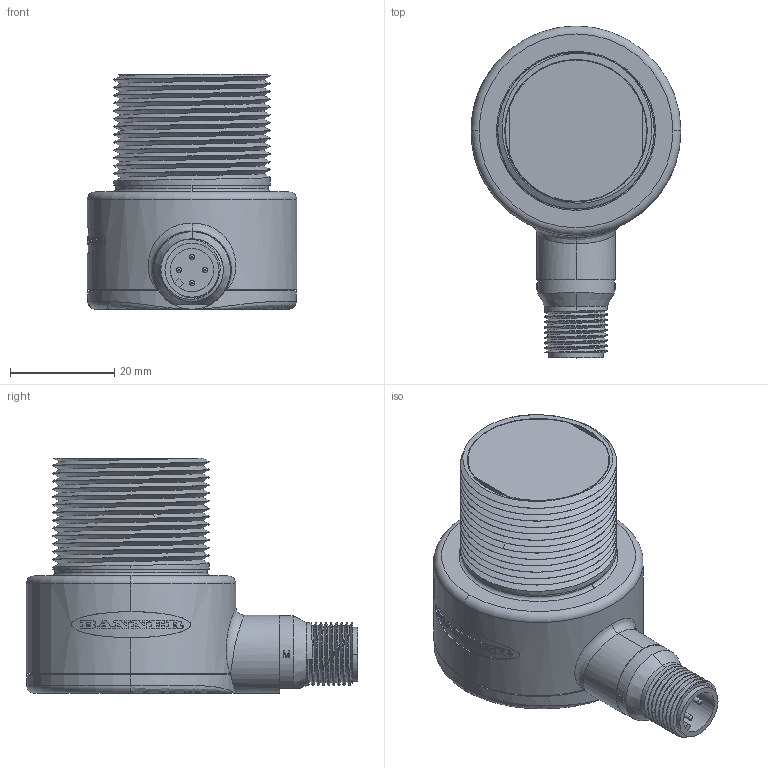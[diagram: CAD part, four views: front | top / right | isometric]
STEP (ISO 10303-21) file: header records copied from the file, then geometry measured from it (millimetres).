
FILE_DESCRIPTION((''),'2;1');
FILE_NAME('155325_SW','2010-12-22T',('banengservice'),('BANNER ENGINEERING'),'PRO/ENGINEER BY PARAMETRIC TECHNOLOGY CORPORATION, 2009141','PRO/ENGINEER BY PARAMETRIC TECHNOLOGY CORPORATION, 2009141','');
FILE_SCHEMA(('CONFIG_CONTROL_DESIGN'));
Length unit declared in the file: inch
Products named in the file (1): 155325_SW
Bounding box: 40.18 x 63.56 x 45.05 mm (x, y, z)
Volume: 12032.5 mm3; surface area: 21702.7 mm2
Topology: 2 solids, 3 shells, 623 faces, 1632 edges, 1064 vertices
Faces by surface type: cylinder 307, plane 251, bspline 29, cone 18, torus 11, sphere 3, extrusion 2, revolution 2
Entity records: 33883 total; most frequent: CARTESIAN_POINT 19156, ORIENTED_EDGE 3248, DIRECTION 2756, EDGE_CURVE 1624, VERTEX_POINT 1064, AXIS2_PLACEMENT_3D 1002, VECTOR 750, LINE 748
